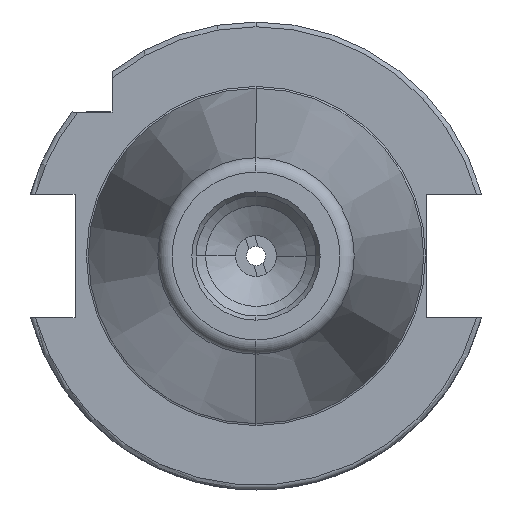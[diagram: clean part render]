
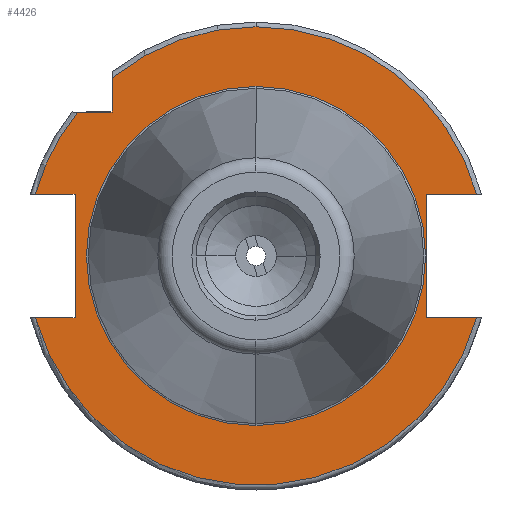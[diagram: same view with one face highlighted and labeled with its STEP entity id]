
A CAD part, left-side view. The second image highlights one B-rep face of the part: STEP entity #4426.
In plain terms, the highlighted face is planar.
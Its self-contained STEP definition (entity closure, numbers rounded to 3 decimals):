
#6 = DIRECTION ( 'NONE',  ( 0., 0., 1. ) ) ;
#10 = ORIENTED_EDGE ( 'NONE', *, *, #4351, .T. ) ;
#95 = DIRECTION ( 'NONE',  ( 0., 0., 1. ) ) ;
#130 = DIRECTION ( 'NONE',  ( 0., 0., -1. ) ) ;
#229 = EDGE_CURVE ( 'NONE', #5662, #3163, #5665, .T. ) ;
#234 = LINE ( 'NONE', #1569, #4010 ) ;
#278 = ORIENTED_EDGE ( 'NONE', *, *, #4866, .T. ) ;
#321 = CARTESIAN_POINT ( 'NONE',  ( 37.149, -30., 15.9 ) ) ;
#377 = VERTEX_POINT ( 'NONE', #6123 ) ;
#481 = VECTOR ( 'NONE', #794, 1000. ) ;
#527 = VERTEX_POINT ( 'NONE', #4422 ) ;
#588 = DIRECTION ( 'NONE',  ( 0., -1., 0. ) ) ;
#609 = VERTEX_POINT ( 'NONE', #2030 ) ;
#674 = DIRECTION ( 'NONE',  ( 0., 0., 1. ) ) ;
#777 = AXIS2_PLACEMENT_3D ( 'NONE', #2944, #6, #3455 ) ;
#794 = DIRECTION ( 'NONE',  ( -1., 0., 0. ) ) ;
#841 = DIRECTION ( 'NONE',  ( 0., 0., 1. ) ) ;
#900 = AXIS2_PLACEMENT_3D ( 'NONE', #3769, #841, #4271 ) ;
#1191 = VERTEX_POINT ( 'NONE', #1788 ) ;
#1280 = VECTOR ( 'NONE', #4604, 1000. ) ;
#1307 = DIRECTION ( 'NONE',  ( -1., 0., 0. ) ) ;
#1315 = CARTESIAN_POINT ( 'NONE',  ( 0., 0., 15.9 ) ) ;
#1436 = CIRCLE ( 'NONE', #777, 35.325 ) ;
#1459 = CARTESIAN_POINT ( 'NONE',  ( 30., -30., 15.9 ) ) ;
#1569 = CARTESIAN_POINT ( 'NONE',  ( 37.7, 12.85, 15.9 ) ) ;
#1607 = EDGE_CURVE ( 'NONE', #5662, #2317, #4815, .T. ) ;
#1684 = VECTOR ( 'NONE', #5776, 1000. ) ;
#1788 = CARTESIAN_POINT ( 'NONE',  ( 0., 35.325, 15.9 ) ) ;
#1814 = DIRECTION ( 'NONE',  ( 0., -1., 0. ) ) ;
#1830 = ORIENTED_EDGE ( 'NONE', *, *, #5117, .T. ) ;
#1851 = EDGE_CURVE ( 'NONE', #6390, #1191, #4614, .T. ) ;
#1861 = CIRCLE ( 'NONE', #3231, 47.75 ) ;
#1904 = EDGE_CURVE ( 'NONE', #609, #377, #5609, .T. ) ;
#1960 = CARTESIAN_POINT ( 'NONE',  ( 0., 0., 15.9 ) ) ;
#2030 = CARTESIAN_POINT ( 'NONE',  ( 37.7, 12.85, 15.9 ) ) ;
#2096 = LINE ( 'NONE', #4183, #4557 ) ;
#2242 = CARTESIAN_POINT ( 'NONE',  ( 0., -35.325, 15.9 ) ) ;
#2307 = ORIENTED_EDGE ( 'NONE', *, *, #3488, .F. ) ;
#2317 = VERTEX_POINT ( 'NONE', #4959 ) ;
#2363 = DIRECTION ( 'NONE',  ( -1., 0., 0. ) ) ;
#2394 = EDGE_LOOP ( 'NONE', ( #2779, #4900, #1830, #278, #4776, #2307, #2910, #3477, #2474, #3460, #10, #4279 ) ) ;
#2447 = DIRECTION ( 'NONE',  ( 0., -1., 0. ) ) ;
#2474 = ORIENTED_EDGE ( 'NONE', *, *, #2939, .F. ) ;
#2653 = CIRCLE ( 'NONE', #4981, 47.75 ) ;
#2719 = VECTOR ( 'NONE', #4410, 1000. ) ;
#2754 = EDGE_LOOP ( 'NONE', ( #3266, #5193 ) ) ;
#2779 = ORIENTED_EDGE ( 'NONE', *, *, #1607, .F. ) ;
#2792 = CARTESIAN_POINT ( 'NONE',  ( -45.988, -12.85, 15.9 ) ) ;
#2802 = CARTESIAN_POINT ( 'NONE',  ( 37.7, 12.85, 15.9 ) ) ;
#2838 = CARTESIAN_POINT ( 'NONE',  ( -35.5, 12.85, 15.9 ) ) ;
#2910 = ORIENTED_EDGE ( 'NONE', *, *, #3966, .F. ) ;
#2939 = EDGE_CURVE ( 'NONE', #377, #3055, #3891, .T. ) ;
#2944 = CARTESIAN_POINT ( 'NONE',  ( 0., 0., 15.9 ) ) ;
#3036 = AXIS2_PLACEMENT_3D ( 'NONE', #4045, #130, #3574 ) ;
#3039 = CARTESIAN_POINT ( 'NONE',  ( 0., 0., 15.9 ) ) ;
#3055 = VERTEX_POINT ( 'NONE', #3739 ) ;
#3152 = VERTEX_POINT ( 'NONE', #3313 ) ;
#3163 = VERTEX_POINT ( 'NONE', #5280 ) ;
#3231 = AXIS2_PLACEMENT_3D ( 'NONE', #3615, #674, #4105 ) ;
#3260 = EDGE_CURVE ( 'NONE', #3823, #3055, #2653, .T. ) ;
#3266 = ORIENTED_EDGE ( 'NONE', *, *, #1851, .F. ) ;
#3288 = VERTEX_POINT ( 'NONE', #4443 ) ;
#3313 = CARTESIAN_POINT ( 'NONE',  ( 0., -47.75, 15.9 ) ) ;
#3407 = AXIS2_PLACEMENT_3D ( 'NONE', #3039, #95, #3548 ) ;
#3455 = DIRECTION ( 'NONE',  ( 0., -1., 0. ) ) ;
#3460 = ORIENTED_EDGE ( 'NONE', *, *, #1904, .F. ) ;
#3477 = ORIENTED_EDGE ( 'NONE', *, *, #3260, .T. ) ;
#3488 = EDGE_CURVE ( 'NONE', #527, #3758, #4046, .T. ) ;
#3506 = EDGE_CURVE ( 'NONE', #1191, #6390, #1436, .T. ) ;
#3548 = DIRECTION ( 'NONE',  ( 0., -1., 0. ) ) ;
#3574 = DIRECTION ( 'NONE',  ( 0., 1., 0. ) ) ;
#3615 = CARTESIAN_POINT ( 'NONE',  ( 0., 0., 15.9 ) ) ;
#3642 = EDGE_CURVE ( 'NONE', #3152, #3758, #6206, .T. ) ;
#3739 = CARTESIAN_POINT ( 'NONE',  ( 45.988, -12.85, 15.9 ) ) ;
#3758 = VERTEX_POINT ( 'NONE', #5176 ) ;
#3769 = CARTESIAN_POINT ( 'NONE',  ( 0., 0., 15.9 ) ) ;
#3823 = VERTEX_POINT ( 'NONE', #321 ) ;
#3849 = FACE_BOUND ( 'NONE', #2754, .T. ) ;
#3878 = LINE ( 'NONE', #4213, #481 ) ;
#3891 = LINE ( 'NONE', #5103, #1280 ) ;
#3966 = EDGE_CURVE ( 'NONE', #3823, #527, #3878, .T. ) ;
#3998 = CIRCLE ( 'NONE', #900, 47.75 ) ;
#4010 = VECTOR ( 'NONE', #6003, 1000. ) ;
#4045 = CARTESIAN_POINT ( 'NONE',  ( 0., 35.325, 15.9 ) ) ;
#4046 = LINE ( 'NONE', #1459, #2719 ) ;
#4105 = DIRECTION ( 'NONE',  ( 0., -1., 0. ) ) ;
#4183 = CARTESIAN_POINT ( 'NONE',  ( -35.5, -12.85, 15.9 ) ) ;
#4213 = CARTESIAN_POINT ( 'NONE',  ( 38.426, -30., 15.9 ) ) ;
#4271 = DIRECTION ( 'NONE',  ( 0., -1., 0. ) ) ;
#4279 = ORIENTED_EDGE ( 'NONE', *, *, #5509, .T. ) ;
#4351 = EDGE_CURVE ( 'NONE', #609, #3288, #234, .T. ) ;
#4357 = VECTOR ( 'NONE', #588, 1000. ) ;
#4410 = DIRECTION ( 'NONE',  ( 0., -1., 0. ) ) ;
#4422 = CARTESIAN_POINT ( 'NONE',  ( 30., -30., 15.9 ) ) ;
#4426 = ADVANCED_FACE ( 'NONE', ( #3849, #5172 ), #5538, .F. ) ;
#4443 = CARTESIAN_POINT ( 'NONE',  ( 45.988, 12.85, 15.9 ) ) ;
#4513 = VECTOR ( 'NONE', #2363, 1000. ) ;
#4557 = VECTOR ( 'NONE', #1307, 1000. ) ;
#4604 = DIRECTION ( 'NONE',  ( 1., 0., 0. ) ) ;
#4614 = CIRCLE ( 'NONE', #5343, 35.325 ) ;
#4759 = DIRECTION ( 'NONE',  ( 0., 0., 1. ) ) ;
#4776 = ORIENTED_EDGE ( 'NONE', *, *, #3642, .T. ) ;
#4815 = LINE ( 'NONE', #2838, #4513 ) ;
#4866 = EDGE_CURVE ( 'NONE', #5557, #3152, #1861, .T. ) ;
#4900 = ORIENTED_EDGE ( 'NONE', *, *, #229, .T. ) ;
#4959 = CARTESIAN_POINT ( 'NONE',  ( -45.988, 12.85, 15.9 ) ) ;
#4981 = AXIS2_PLACEMENT_3D ( 'NONE', #1960, #5398, #2447 ) ;
#5103 = CARTESIAN_POINT ( 'NONE',  ( 37.7, -12.85, 15.9 ) ) ;
#5117 = EDGE_CURVE ( 'NONE', #3163, #5557, #2096, .T. ) ;
#5172 = FACE_OUTER_BOUND ( 'NONE', #2394, .T. ) ;
#5176 = CARTESIAN_POINT ( 'NONE',  ( 30., -37.149, 15.9 ) ) ;
#5193 = ORIENTED_EDGE ( 'NONE', *, *, #3506, .F. ) ;
#5280 = CARTESIAN_POINT ( 'NONE',  ( -35.5, -12.85, 15.9 ) ) ;
#5343 = AXIS2_PLACEMENT_3D ( 'NONE', #1315, #4759, #1814 ) ;
#5354 = CARTESIAN_POINT ( 'NONE',  ( -35.5, 12.85, 15.9 ) ) ;
#5398 = DIRECTION ( 'NONE',  ( 0., 0., 1. ) ) ;
#5509 = EDGE_CURVE ( 'NONE', #3288, #2317, #3998, .T. ) ;
#5538 = PLANE ( 'NONE',  #3036 ) ;
#5557 = VERTEX_POINT ( 'NONE', #2792 ) ;
#5609 = LINE ( 'NONE', #2802, #1684 ) ;
#5662 = VERTEX_POINT ( 'NONE', #5354 ) ;
#5665 = LINE ( 'NONE', #5998, #4357 ) ;
#5776 = DIRECTION ( 'NONE',  ( 0., -1., 0. ) ) ;
#5998 = CARTESIAN_POINT ( 'NONE',  ( -35.5, 12.85, 15.9 ) ) ;
#6003 = DIRECTION ( 'NONE',  ( 1., 0., 0. ) ) ;
#6123 = CARTESIAN_POINT ( 'NONE',  ( 37.7, -12.85, 15.9 ) ) ;
#6206 = CIRCLE ( 'NONE', #3407, 47.75 ) ;
#6390 = VERTEX_POINT ( 'NONE', #2242 ) ;
